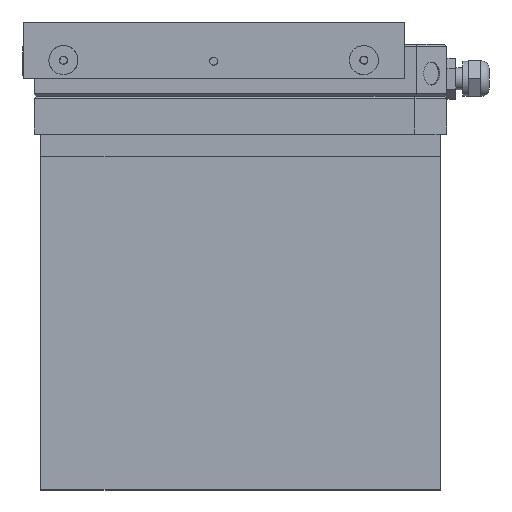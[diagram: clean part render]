
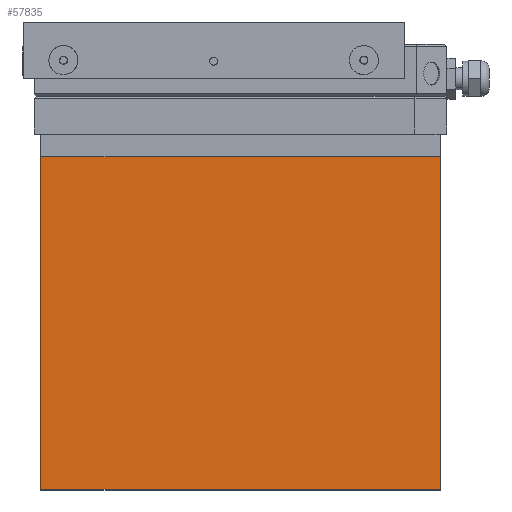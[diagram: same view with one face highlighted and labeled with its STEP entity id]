
A CAD part, top view. The second image highlights one B-rep face of the part: STEP entity #57835.
In plain terms, the highlighted planar face has unit normal (0, 0, 1).
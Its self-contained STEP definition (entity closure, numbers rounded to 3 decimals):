
#23578 = EDGE_CURVE ( 'NONE', #143062, #78020, #70282, .T. ) ;
#26579 = DIRECTION ( 'NONE',  ( -1., 0., 0. ) ) ;
#30327 = CARTESIAN_POINT ( 'NONE',  ( -34.123, -22.256, 42.9 ) ) ;
#42433 = ORIENTED_EDGE ( 'NONE', *, *, #23578, .T. ) ;
#45631 = VECTOR ( 'NONE', #26579, 1000. ) ;
#49371 = EDGE_CURVE ( 'NONE', #77021, #78020, #157417, .T. ) ;
#57835 = ADVANCED_FACE ( 'NONE', ( #151289 ), #237689, .F. ) ;
#70282 = LINE ( 'NONE', #114947, #150243 ) ;
#77021 = VERTEX_POINT ( 'NONE', #141379 ) ;
#78020 = VERTEX_POINT ( 'NONE', #94091 ) ;
#87086 = EDGE_LOOP ( 'NONE', ( #42433, #125238, #150965, #178355 ) ) ;
#94091 = CARTESIAN_POINT ( 'NONE',  ( -34.123, 51.944, 42.9 ) ) ;
#94187 = VERTEX_POINT ( 'NONE', #186135 ) ;
#108041 = EDGE_CURVE ( 'NONE', #94187, #143062, #173133, .T. ) ;
#114947 = CARTESIAN_POINT ( 'NONE',  ( -34.123, 51.944, 42.9 ) ) ;
#125238 = ORIENTED_EDGE ( 'NONE', *, *, #49371, .F. ) ;
#126633 = VECTOR ( 'NONE', #133990, 1000. ) ;
#133990 = DIRECTION ( 'NONE',  ( 0., 1., 0. ) ) ;
#141379 = CARTESIAN_POINT ( 'NONE',  ( -34.123, -22.256, 42.9 ) ) ;
#143062 = VERTEX_POINT ( 'NONE', #202984 ) ;
#148534 = CARTESIAN_POINT ( 'NONE',  ( -34.123, -22.256, 42.9 ) ) ;
#150243 = VECTOR ( 'NONE', #154059, 1000. ) ;
#150965 = ORIENTED_EDGE ( 'NONE', *, *, #169185, .F. ) ;
#151289 = FACE_OUTER_BOUND ( 'NONE', #87086, .T. ) ;
#154059 = DIRECTION ( 'NONE',  ( -1., 0., 0. ) ) ;
#157417 = LINE ( 'NONE', #30327, #212708 ) ;
#169185 = EDGE_CURVE ( 'NONE', #94187, #77021, #199539, .T. ) ;
#173133 = LINE ( 'NONE', #258137, #126633 ) ;
#178355 = ORIENTED_EDGE ( 'NONE', *, *, #108041, .T. ) ;
#186135 = CARTESIAN_POINT ( 'NONE',  ( 54.877, -22.256, 42.9 ) ) ;
#190431 = DIRECTION ( 'NONE',  ( 1., 0., 0. ) ) ;
#199539 = LINE ( 'NONE', #223160, #45631 ) ;
#202984 = CARTESIAN_POINT ( 'NONE',  ( 54.877, 51.944, 42.9 ) ) ;
#212708 = VECTOR ( 'NONE', #243707, 1000. ) ;
#213810 = AXIS2_PLACEMENT_3D ( 'NONE', #148534, #274069, #190431 ) ;
#223160 = CARTESIAN_POINT ( 'NONE',  ( -34.123, -22.256, 42.9 ) ) ;
#237689 = PLANE ( 'NONE',  #213810 ) ;
#243707 = DIRECTION ( 'NONE',  ( 0., 1., 0. ) ) ;
#258137 = CARTESIAN_POINT ( 'NONE',  ( 54.877, -22.256, 42.9 ) ) ;
#274069 = DIRECTION ( 'NONE',  ( 0., 0., -1. ) ) ;
